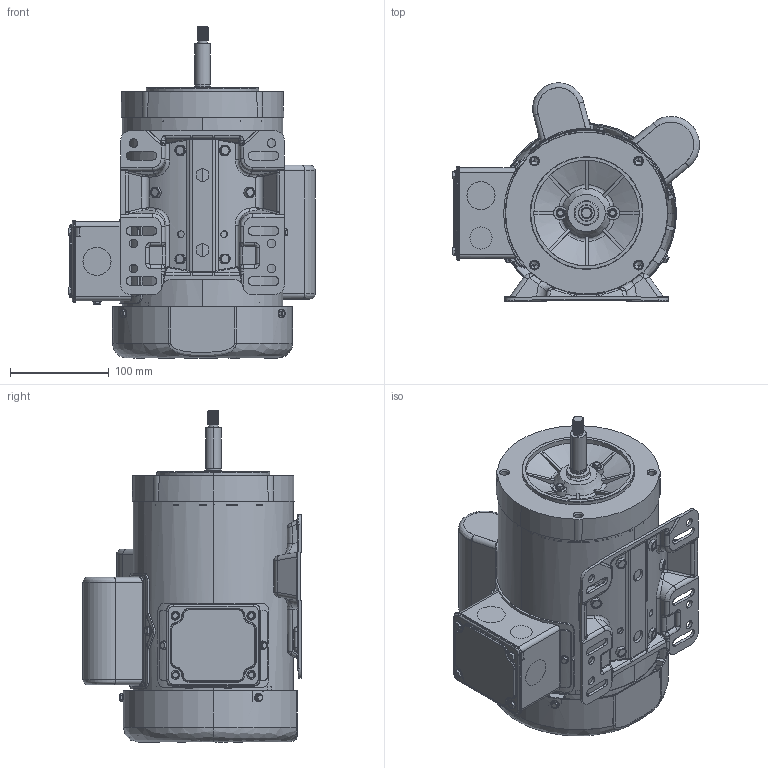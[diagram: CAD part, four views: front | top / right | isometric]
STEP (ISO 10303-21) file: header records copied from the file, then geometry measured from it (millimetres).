
FILE_DESCRIPTION (( 'STEP AP214' ), '1' );
FILE_NAME ('MTRJ-002-1AB36J redcmb1 coord.STEP', '2022-04-13T13:12:46', ( '' ), ( '' ), 'SwSTEP 2.0', 'SolidWorks 2021', '' );
FILE_SCHEMA (( 'AUTOMOTIVE_DESIGN' ));
Length unit declared in the file: inch
Products named in the file (1): MTRJ-002-1AB36J redcmb1 coord
Bounding box: 250.22 x 221.06 x 336.5 mm (x, y, z)
Volume: 856654.9 mm3; surface area: 737075.9 mm2
Topology: 39 solids, 39 shells, 3106 faces, 7824 edges, 4742 vertices
Faces by surface type: cylinder 1029, bspline 996, plane 781, cone 300
Entity records: 139599 total; most frequent: CARTESIAN_POINT 72514, ORIENTED_EDGE 15360, DIRECTION 11854, EDGE_CURVE 7680, VERTEX_POINT 4742, AXIS2_PLACEMENT_3D 4680, EDGE_LOOP 3426, ADVANCED_FACE 3106
